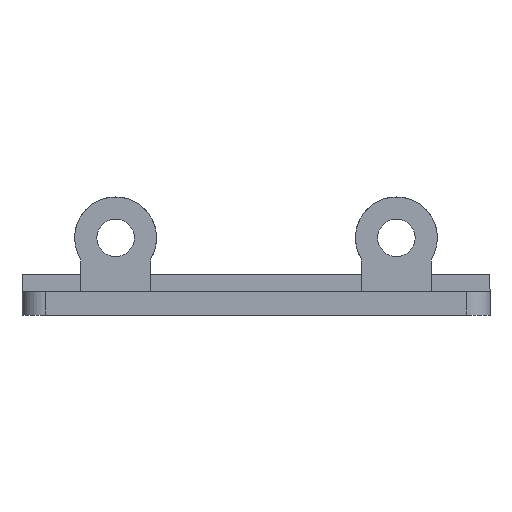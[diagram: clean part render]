
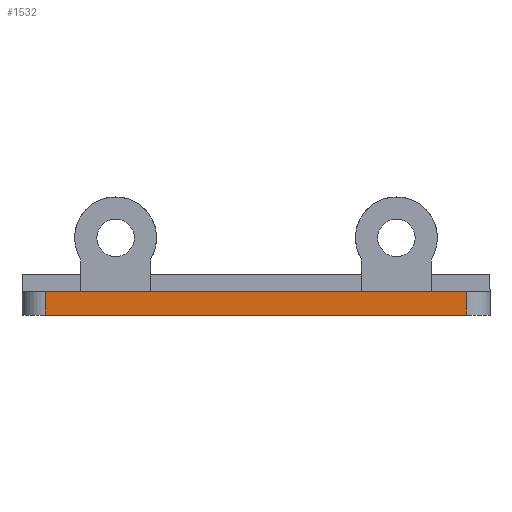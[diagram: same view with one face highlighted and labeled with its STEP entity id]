
A CAD part, front view. The second image highlights one B-rep face of the part: STEP entity #1532.
In plain terms, the highlighted planar face has unit normal (0, -1, 0).
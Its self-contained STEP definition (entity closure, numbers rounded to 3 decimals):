
#96 = VERTEX_POINT ( 'NONE', #1477 ) ;
#108 = EDGE_CURVE ( 'NONE', #1198, #96, #1039, .T. ) ;
#130 = CARTESIAN_POINT ( 'NONE',  ( -18., -20., 2. ) ) ;
#183 = EDGE_LOOP ( 'NONE', ( #1303, #1487, #1468, #1186 ) ) ;
#233 = PLANE ( 'NONE',  #1462 ) ;
#270 = CARTESIAN_POINT ( 'NONE',  ( 18., -20., 2. ) ) ;
#279 = CARTESIAN_POINT ( 'NONE',  ( 18., -20., 0. ) ) ;
#287 = VECTOR ( 'NONE', #537, 1000. ) ;
#342 = VERTEX_POINT ( 'NONE', #828 ) ;
#360 = CARTESIAN_POINT ( 'NONE',  ( 20., -20., 2. ) ) ;
#378 = VERTEX_POINT ( 'NONE', #279 ) ;
#392 = LINE ( 'NONE', #270, #287 ) ;
#486 = DIRECTION ( 'NONE',  ( 0., 1., 0. ) ) ;
#537 = DIRECTION ( 'NONE',  ( 0., 0., 1. ) ) ;
#547 = LINE ( 'NONE', #1090, #1689 ) ;
#600 = VECTOR ( 'NONE', #622, 1000. ) ;
#622 = DIRECTION ( 'NONE',  ( 1., 0., 0. ) ) ;
#663 = EDGE_CURVE ( 'NONE', #342, #378, #1498, .T. ) ;
#674 = EDGE_CURVE ( 'NONE', #378, #96, #392, .T. ) ;
#792 = DIRECTION ( 'NONE',  ( -1., 0., 0. ) ) ;
#828 = CARTESIAN_POINT ( 'NONE',  ( -18., -20., 0. ) ) ;
#910 = CARTESIAN_POINT ( 'NONE',  ( 20., -20., 2. ) ) ;
#945 = CARTESIAN_POINT ( 'NONE',  ( 20., -20., 0. ) ) ;
#1039 = LINE ( 'NONE', #360, #600 ) ;
#1090 = CARTESIAN_POINT ( 'NONE',  ( -18., -20., 2. ) ) ;
#1171 = VECTOR ( 'NONE', #1775, 1000. ) ;
#1184 = FACE_OUTER_BOUND ( 'NONE', #183, .T. ) ;
#1186 = ORIENTED_EDGE ( 'NONE', *, *, #1609, .T. ) ;
#1198 = VERTEX_POINT ( 'NONE', #130 ) ;
#1303 = ORIENTED_EDGE ( 'NONE', *, *, #663, .T. ) ;
#1462 = AXIS2_PLACEMENT_3D ( 'NONE', #910, #486, #792 ) ;
#1468 = ORIENTED_EDGE ( 'NONE', *, *, #108, .F. ) ;
#1477 = CARTESIAN_POINT ( 'NONE',  ( 18., -20., 2. ) ) ;
#1487 = ORIENTED_EDGE ( 'NONE', *, *, #674, .T. ) ;
#1498 = LINE ( 'NONE', #945, #1171 ) ;
#1532 = ADVANCED_FACE ( 'NONE', ( #1184 ), #233, .F. ) ;
#1609 = EDGE_CURVE ( 'NONE', #1198, #342, #547, .T. ) ;
#1657 = DIRECTION ( 'NONE',  ( 0., 0., -1. ) ) ;
#1689 = VECTOR ( 'NONE', #1657, 1000. ) ;
#1775 = DIRECTION ( 'NONE',  ( 1., 0., 0. ) ) ;
